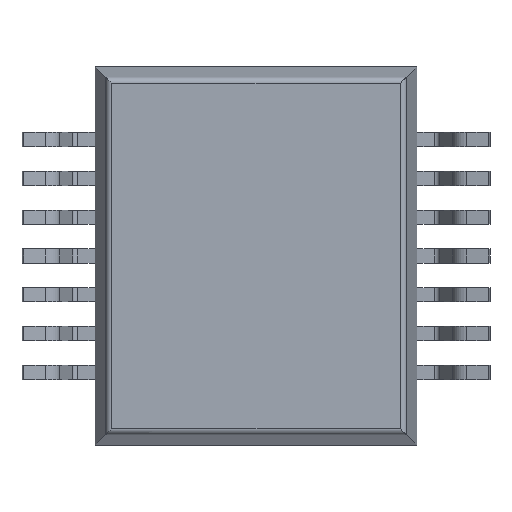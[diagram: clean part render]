
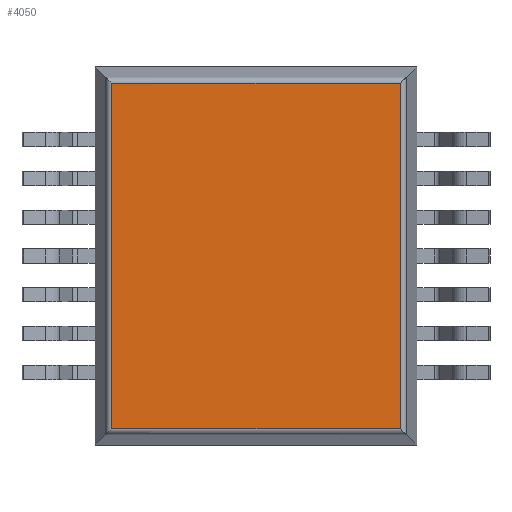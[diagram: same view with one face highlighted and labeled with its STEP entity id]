
A CAD part, front view. The second image highlights one B-rep face of the part: STEP entity #4050.
In plain terms, the highlighted planar face has unit normal (0, -1, 0).
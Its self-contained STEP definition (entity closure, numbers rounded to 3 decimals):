
#345 = VECTOR ( 'NONE', #9308, 1000. ) ;
#1124 = CARTESIAN_POINT ( 'NONE',  ( 2.419, 0.15, -2.894 ) ) ;
#1523 = LINE ( 'NONE', #4604, #345 ) ;
#1525 = LINE ( 'NONE', #3997, #2371 ) ;
#1903 = VECTOR ( 'NONE', #7232, 1000. ) ;
#1969 = ORIENTED_EDGE ( 'NONE', *, *, #8211, .T. ) ;
#2059 = FACE_OUTER_BOUND ( 'NONE', #7696, .T. ) ;
#2371 = VECTOR ( 'NONE', #5480, 1000. ) ;
#2513 = DIRECTION ( 'NONE',  ( 0., -1., 0. ) ) ;
#2664 = VERTEX_POINT ( 'NONE', #3826 ) ;
#3128 = EDGE_CURVE ( 'NONE', #3198, #2664, #1523, .T. ) ;
#3177 = DIRECTION ( 'NONE',  ( 0., 0., 1. ) ) ;
#3198 = VERTEX_POINT ( 'NONE', #6510 ) ;
#3536 = CARTESIAN_POINT ( 'NONE',  ( 2.419, 0.15, 2.894 ) ) ;
#3722 = ORIENTED_EDGE ( 'NONE', *, *, #3128, .T. ) ;
#3826 = CARTESIAN_POINT ( 'NONE',  ( -2.419, 0.15, -2.894 ) ) ;
#3888 = LINE ( 'NONE', #8508, #8827 ) ;
#3997 = CARTESIAN_POINT ( 'NONE',  ( -2.69, 0.15, -2.894 ) ) ;
#4050 = ADVANCED_FACE ( 'NONE', ( #2059 ), #6029, .T. ) ;
#4158 = CARTESIAN_POINT ( 'NONE',  ( -2.69, 0.15, 2.894 ) ) ;
#4604 = CARTESIAN_POINT ( 'NONE',  ( -2.419, 0.15, -3.165 ) ) ;
#4847 = EDGE_CURVE ( 'NONE', #7001, #5711, #3888, .T. ) ;
#5480 = DIRECTION ( 'NONE',  ( 1., 0., 0. ) ) ;
#5711 = VERTEX_POINT ( 'NONE', #3536 ) ;
#6029 = PLANE ( 'NONE',  #9953 ) ;
#6437 = ORIENTED_EDGE ( 'NONE', *, *, #4847, .T. ) ;
#6510 = CARTESIAN_POINT ( 'NONE',  ( -2.419, 0.15, 2.894 ) ) ;
#6932 = DIRECTION ( 'NONE',  ( 0., 0., -1. ) ) ;
#7001 = VERTEX_POINT ( 'NONE', #1124 ) ;
#7232 = DIRECTION ( 'NONE',  ( -1., 0., 0. ) ) ;
#7383 = LINE ( 'NONE', #4158, #1903 ) ;
#7696 = EDGE_LOOP ( 'NONE', ( #3722, #7941, #6437, #1969 ) ) ;
#7941 = ORIENTED_EDGE ( 'NONE', *, *, #9648, .T. ) ;
#8211 = EDGE_CURVE ( 'NONE', #5711, #3198, #7383, .T. ) ;
#8508 = CARTESIAN_POINT ( 'NONE',  ( 2.419, 0.15, -3.165 ) ) ;
#8827 = VECTOR ( 'NONE', #3177, 1000. ) ;
#9308 = DIRECTION ( 'NONE',  ( 0., 0., -1. ) ) ;
#9339 = CARTESIAN_POINT ( 'NONE',  ( -2.69, 0.15, -3.165 ) ) ;
#9648 = EDGE_CURVE ( 'NONE', #2664, #7001, #1525, .T. ) ;
#9953 = AXIS2_PLACEMENT_3D ( 'NONE', #9339, #2513, #6932 ) ;
